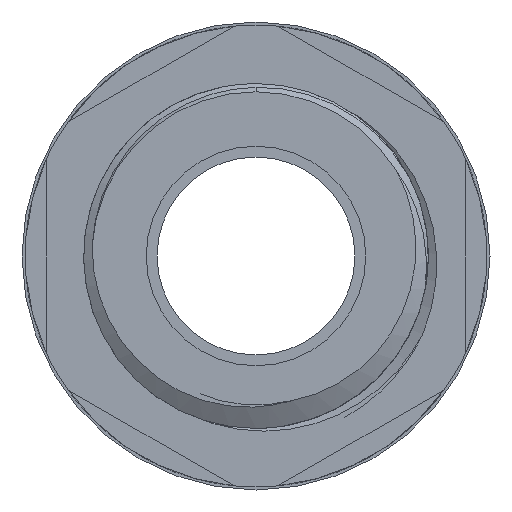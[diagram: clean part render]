
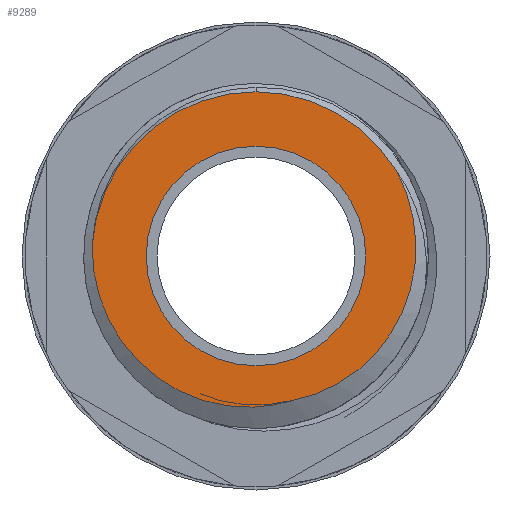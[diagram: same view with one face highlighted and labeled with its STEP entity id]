
A CAD part, front view. The second image highlights one B-rep face of the part: STEP entity #9289.
In plain terms, the highlighted planar face has unit normal (0, -1, 0).
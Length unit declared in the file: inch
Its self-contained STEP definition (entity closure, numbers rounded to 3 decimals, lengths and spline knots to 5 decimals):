
#366 = CARTESIAN_POINT ( 'NONE',  ( 0.14619, -0.59, -0.33717 ) ) ;
#411 = CARTESIAN_POINT ( 'NONE',  ( 0.37714, -0.59, -0.07884 ) ) ;
#458 = CARTESIAN_POINT ( 'NONE',  ( -0.34921, -0.59, -0.17533 ) ) ;
#472 = DIRECTION ( 'NONE',  ( 0., 0., 1. ) ) ;
#502 = CARTESIAN_POINT ( 'NONE',  ( -0.03045, -0.59, -0.36934 ) ) ;
#1415 = CARTESIAN_POINT ( 'NONE',  ( 0.20011, -0.59, -0.31096 ) ) ;
#1463 = CARTESIAN_POINT ( 'NONE',  ( 0.386, -0.59, -0.03499 ) ) ;
#1508 = CARTESIAN_POINT ( 'NONE',  ( -0.296, -0.59, -0.24799 ) ) ;
#1552 = CARTESIAN_POINT ( 'NONE',  ( 0.02941, -0.59, -0.36539 ) ) ;
#1611 = AXIS2_PLACEMENT_3D ( 'NONE', #11893, #12929, #6740 ) ;
#1738 = CARTESIAN_POINT ( 'NONE',  ( 0.33988, -0.59, 0.21091 ) ) ;
#1758 = CARTESIAN_POINT ( 'NONE',  ( 0., -0.59, -0.26725 ) ) ;
#2405 = CARTESIAN_POINT ( 'NONE',  ( 0.08814, -0.59, -0.35214 ) ) ;
#2454 = CARTESIAN_POINT ( 'NONE',  ( 0.23773, -0.59, -0.28625 ) ) ;
#2503 = CARTESIAN_POINT ( 'NONE',  ( 0.38977, -0.59, 0.00998 ) ) ;
#2550 = CARTESIAN_POINT ( 'NONE',  ( -0.23971, -0.59, -0.29671 ) ) ;
#2596 = CARTESIAN_POINT ( 'NONE',  ( 0.07371, -0.59, -0.3566 ) ) ;
#2793 = ORIENTED_EDGE ( 'NONE', *, *, #9083, .T. ) ;
#2823 = B_SPLINE_CURVE_WITH_KNOTS ( 'NONE', 3,
 ( #12679, #11781, #5601, #12816, #6616, #458, #7677, #1508, #8704, #2550, #9748, #3590, #10786, #4620, #11820, #5653, #12860, #6664, #502, #7723, #1552, #8739, #2596, #9799 ),
 .UNSPECIFIED., .F., .F.,
 ( 4, 2, 2, 2, 2, 2, 2, 2, 2, 2, 2, 4 ),
 ( 0.01058, 0.01285, 0.01512, 0.01738, 0.01965, 0.02078, 0.02192, 0.02305, 0.02419, 0.02645, 0.02759, 0.02872 ),
 .UNSPECIFIED. ) ;
#2910 = CARTESIAN_POINT ( 'NONE',  ( 0., -0.59, 0. ) ) ;
#3012 = EDGE_CURVE ( 'NONE', #5237, #9971, #11993, .T. ) ;
#3437 = CIRCLE ( 'NONE', #8797, 0.4 ) ;
#3469 = ORIENTED_EDGE ( 'NONE', *, *, #10982, .T. ) ;
#3501 = CARTESIAN_POINT ( 'NONE',  ( 0.27194, -0.59, -0.25742 ) ) ;
#3519 = AXIS2_PLACEMENT_3D ( 'NONE', #12830, #6630, #472 ) ;
#3545 = CARTESIAN_POINT ( 'NONE',  ( 0.38756, -0.59, 0.06975 ) ) ;
#3590 = CARTESIAN_POINT ( 'NONE',  ( -0.20168, -0.59, -0.32109 ) ) ;
#3596 = CIRCLE ( 'NONE', #12000, 0.26725 ) ;
#3950 = DIRECTION ( 'NONE',  ( 0., 0., 1. ) ) ;
#4182 = ORIENTED_EDGE ( 'NONE', *, *, #3012, .F. ) ;
#4542 = CARTESIAN_POINT ( 'NONE',  ( 0.30275, -0.59, -0.2244 ) ) ;
#4579 = CARTESIAN_POINT ( 'NONE',  ( 0.36583, -0.59, 0.15721 ) ) ;
#4620 = CARTESIAN_POINT ( 'NONE',  ( -0.16141, -0.59, -0.34053 ) ) ;
#4652 = ORIENTED_EDGE ( 'NONE', *, *, #6531, .T. ) ;
#4690 = PLANE ( 'NONE',  #1611 ) ;
#5042 = FACE_BOUND ( 'NONE', #11411, .T. ) ;
#5043 = DIRECTION ( 'NONE',  ( 0., -1., 0. ) ) ;
#5237 = VERTEX_POINT ( 'NONE', #11537 ) ;
#5376 = FACE_OUTER_BOUND ( 'NONE', #6804, .T. ) ;
#5548 = CARTESIAN_POINT ( 'NONE',  ( 0.34511, -0.59, -0.16298 ) ) ;
#5599 = CARTESIAN_POINT ( 'NONE',  ( 0.33988, -0.59, 0.21091 ) ) ;
#5601 = CARTESIAN_POINT ( 'NONE',  ( -0.39665, -0.59, -0.03415 ) ) ;
#5619 = ORIENTED_EDGE ( 'NONE', *, *, #8907, .T. ) ;
#5653 = CARTESIAN_POINT ( 'NONE',  ( -0.11913, -0.59, -0.35502 ) ) ;
#6048 = AXIS2_PLACEMENT_3D ( 'NONE', #11217, #5043, #12245 ) ;
#6083 = CARTESIAN_POINT ( 'NONE',  ( 0., -0.59, 0. ) ) ;
#6531 = EDGE_CURVE ( 'NONE', #11830, #11085, #3437, .T. ) ;
#6555 = CARTESIAN_POINT ( 'NONE',  ( 0.08814, -0.59, -0.35214 ) ) ;
#6572 = CARTESIAN_POINT ( 'NONE',  ( 0.36843, -0.59, -0.10745 ) ) ;
#6616 = CARTESIAN_POINT ( 'NONE',  ( -0.37452, -0.59, -0.12138 ) ) ;
#6630 = DIRECTION ( 'NONE',  ( 0., -1., 0. ) ) ;
#6664 = CARTESIAN_POINT ( 'NONE',  ( -0.06017, -0.59, -0.36728 ) ) ;
#6740 = DIRECTION ( 'NONE',  ( 0., 0., 1. ) ) ;
#6804 = EDGE_LOOP ( 'NONE', ( #3469, #2793, #4652, #5619 ) ) ;
#6868 = EDGE_CURVE ( 'NONE', #9971, #5237, #3596, .T. ) ;
#7122 = DIRECTION ( 'NONE',  ( 0., 0., -1. ) ) ;
#7304 = VERTEX_POINT ( 'NONE', #8101 ) ;
#7582 = CARTESIAN_POINT ( 'NONE',  ( 0.18681, -0.59, -0.3182 ) ) ;
#7628 = CARTESIAN_POINT ( 'NONE',  ( 0.38065, -0.59, -0.06434 ) ) ;
#7677 = CARTESIAN_POINT ( 'NONE',  ( -0.33355, -0.59, -0.20068 ) ) ;
#7723 = CARTESIAN_POINT ( 'NONE',  ( 0.01436, -0.59, -0.36709 ) ) ;
#8101 = CARTESIAN_POINT ( 'NONE',  ( -0.39917, -0.59, 0.02568 ) ) ;
#8277 = VERTEX_POINT ( 'NONE', #6555 ) ;
#8610 = CARTESIAN_POINT ( 'NONE',  ( 0.22558, -0.59, -0.29496 ) ) ;
#8661 = CARTESIAN_POINT ( 'NONE',  ( 0.38783, -0.59, -0.02013 ) ) ;
#8697 = ORIENTED_EDGE ( 'NONE', *, *, #6868, .F. ) ;
#8704 = CARTESIAN_POINT ( 'NONE',  ( -0.27485, -0.59, -0.26901 ) ) ;
#8739 = CARTESIAN_POINT ( 'NONE',  ( 0.05908, -0.59, -0.36015 ) ) ;
#8797 = AXIS2_PLACEMENT_3D ( 'NONE', #2910, #10105, #3950 ) ;
#8907 = EDGE_CURVE ( 'NONE', #11085, #7304, #10726, .T. ) ;
#9083 = EDGE_CURVE ( 'NONE', #8277, #11830, #9181, .T. ) ;
#9181 = B_SPLINE_CURVE_WITH_KNOTS ( 'NONE', 3,
 ( #2405, #12725, #366, #7582, #1415, #8610, #2454, #9655, #3501, #10697, #4542, #11734, #5548, #12765, #6572, #411, #7628, #1463, #8661, #2503, #9700, #3545, #10744, #4579, #11779, #5599 ),
 .UNSPECIFIED., .F., .F.,
 ( 4, 2, 2, 2, 2, 2, 2, 2, 2, 2, 2, 2, 4 ),
 ( 0., 0.00227, 0.00341, 0.00454, 0.00568, 0.00681, 0.00908, 0.01022, 0.01135, 0.01249, 0.01362, 0.0159, 0.01817 ),
 .UNSPECIFIED. ) ;
#9289 = ADVANCED_FACE ( 'NONE', ( #5376, #5042 ), #4690, .F. ) ;
#9655 = CARTESIAN_POINT ( 'NONE',  ( 0.26091, -0.59, -0.26748 ) ) ;
#9700 = CARTESIAN_POINT ( 'NONE',  ( 0.38986, -0.59, 0.02503 ) ) ;
#9748 = CARTESIAN_POINT ( 'NONE',  ( -0.22738, -0.59, -0.30533 ) ) ;
#9799 = CARTESIAN_POINT ( 'NONE',  ( 0.08814, -0.59, -0.35214 ) ) ;
#9971 = VERTEX_POINT ( 'NONE', #1758 ) ;
#10105 = DIRECTION ( 'NONE',  ( 0., -1., 0. ) ) ;
#10697 = CARTESIAN_POINT ( 'NONE',  ( 0.29284, -0.59, -0.23591 ) ) ;
#10726 = CIRCLE ( 'NONE', #3519, 0.4 ) ;
#10744 = CARTESIAN_POINT ( 'NONE',  ( 0.38263, -0.59, 0.09917 ) ) ;
#10786 = CARTESIAN_POINT ( 'NONE',  ( -0.18848, -0.59, -0.32812 ) ) ;
#10915 = CARTESIAN_POINT ( 'NONE',  ( 0., -0.59, 0.4 ) ) ;
#10982 = EDGE_CURVE ( 'NONE', #7304, #8277, #2823, .T. ) ;
#11085 = VERTEX_POINT ( 'NONE', #10915 ) ;
#11217 = CARTESIAN_POINT ( 'NONE',  ( 0., -0.59, 0. ) ) ;
#11411 = EDGE_LOOP ( 'NONE', ( #8697, #4182 ) ) ;
#11537 = CARTESIAN_POINT ( 'NONE',  ( 0., -0.59, 0.26725 ) ) ;
#11734 = CARTESIAN_POINT ( 'NONE',  ( 0.32998, -0.59, -0.18866 ) ) ;
#11779 = CARTESIAN_POINT ( 'NONE',  ( 0.35434, -0.59, 0.18478 ) ) ;
#11781 = CARTESIAN_POINT ( 'NONE',  ( -0.39961, -0.59, -0.0045 ) ) ;
#11820 = CARTESIAN_POINT ( 'NONE',  ( -0.14754, -0.59, -0.34591 ) ) ;
#11830 = VERTEX_POINT ( 'NONE', #1738 ) ;
#11893 = CARTESIAN_POINT ( 'NONE',  ( 0., -0.59, 0. ) ) ;
#11993 = CIRCLE ( 'NONE', #6048, 0.26725 ) ;
#12000 = AXIS2_PLACEMENT_3D ( 'NONE', #6083, #13298, #7122 ) ;
#12245 = DIRECTION ( 'NONE',  ( 0., 0., -1. ) ) ;
#12679 = CARTESIAN_POINT ( 'NONE',  ( -0.39917, -0.59, 0.02568 ) ) ;
#12725 = CARTESIAN_POINT ( 'NONE',  ( 0.11783, -0.59, -0.34642 ) ) ;
#12765 = CARTESIAN_POINT ( 'NONE',  ( 0.36321, -0.59, -0.12167 ) ) ;
#12816 = CARTESIAN_POINT ( 'NONE',  ( -0.38418, -0.59, -0.09246 ) ) ;
#12830 = CARTESIAN_POINT ( 'NONE',  ( 0., -0.59, 0. ) ) ;
#12860 = CARTESIAN_POINT ( 'NONE',  ( -0.1045, -0.59, -0.35877 ) ) ;
#12929 = DIRECTION ( 'NONE',  ( 0., 1., 0. ) ) ;
#13298 = DIRECTION ( 'NONE',  ( 0., -1., 0. ) ) ;
